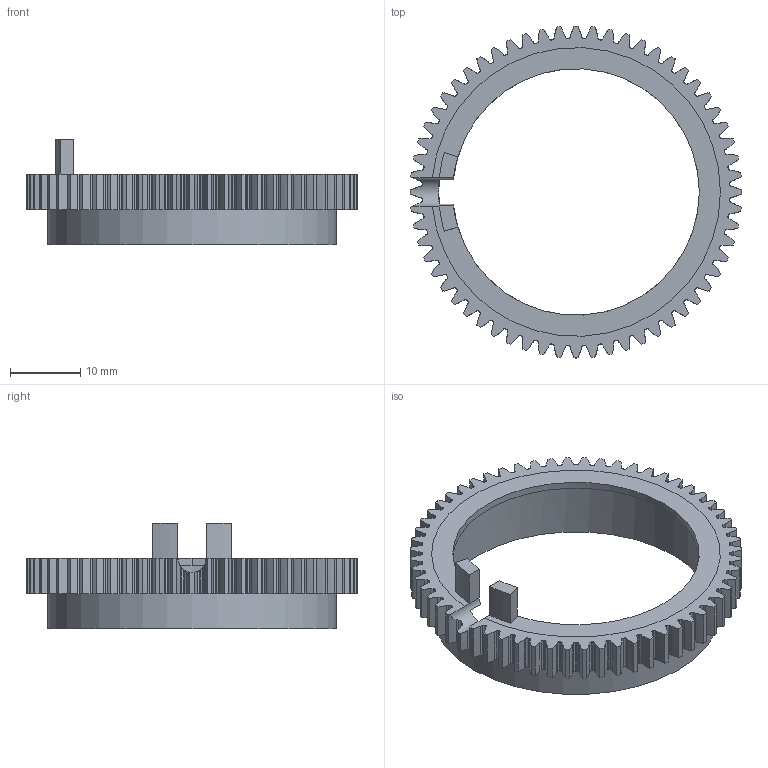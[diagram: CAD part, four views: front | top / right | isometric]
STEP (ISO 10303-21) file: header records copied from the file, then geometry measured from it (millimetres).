
FILE_DESCRIPTION(('FreeCAD Model'),'2;1');
FILE_NAME('Open CASCADE Shape Model','2021-01-04T16:51:34',(''),(''), 'Open CASCADE STEP processor 7.4','FreeCAD','Unknown');
FILE_SCHEMA(('AUTOMOTIVE_DESIGN { 1 0 10303 214 1 1 1 1 }'));
Length unit declared in the file: millimetre
Products named in the file (1): Pocket002
Bounding box: 47.12 x 47.12 x 15 mm (x, y, z)
Volume: 3057.5 mm3; surface area: 4676.7 mm2
Topology: 1 solids, 1 shells, 500 faces, 1489 edges, 991 vertices
Faces by surface type: cylinder 249, extrusion 240, plane 11
Full cylindrical faces by diameter (mm): 39 x1, 41 x1
Entity records: 39106 total; most frequent: CARTESIAN_POINT 11532, DIRECTION 4465, ORIENTED_EDGE 2978, PCURVE 2978, DEFINITIONAL_REPRESENTATION 2978, VECTOR 2710, LINE 2470, EDGE_CURVE 1489
